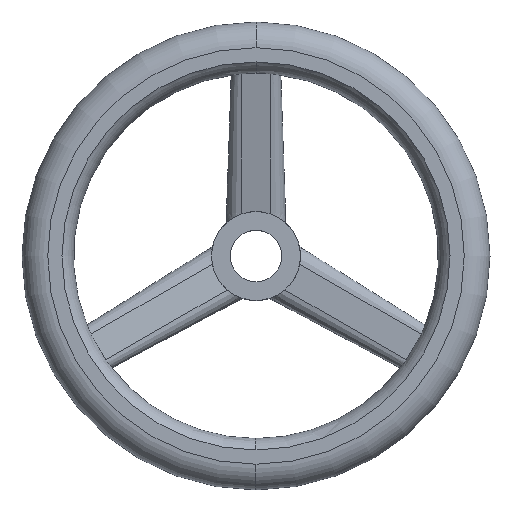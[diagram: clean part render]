
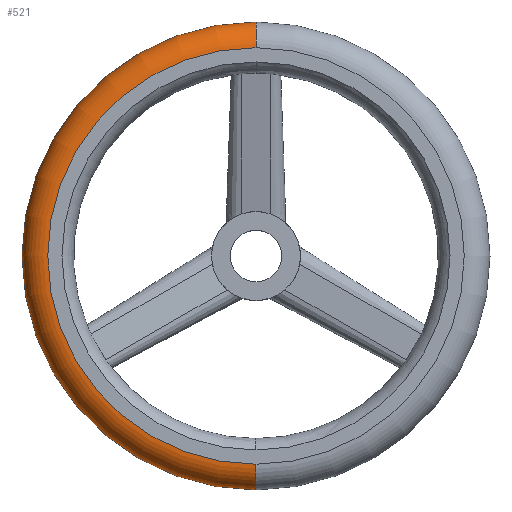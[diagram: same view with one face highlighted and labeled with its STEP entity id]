
A CAD part, top view. The second image highlights one B-rep face of the part: STEP entity #521.
In plain terms, the highlighted toroidal (fillet/blend) face has major radius 89 mm and minor radius 11 mm.
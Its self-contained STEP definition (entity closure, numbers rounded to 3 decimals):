
#211=EDGE_CURVE('',#449,#431,#593,.T.);
#215=VERTEX_POINT('',#597);
#223=VERTEX_POINT('',#605);
#241=EDGE_CURVE('',#215,#223,#624,.T.);
#369=EDGE_CURVE('',#215,#431,#763,.T.);
#431=VERTEX_POINT('',#835);
#449=VERTEX_POINT('',#856);
#521=ADVANCED_FACE('',(#932),#933,.T.);
#531=EDGE_CURVE('',#449,#223,#944,.T.);
#593=CIRCLE('',#1006,89.);
#597=CARTESIAN_POINT('',(0.,100.,34.));
#605=CARTESIAN_POINT('',(0.,-100.0,34.));
#624=CIRCLE('',#1100,100.0);
#763=CIRCLE('',#1442,11.0);
#835=CARTESIAN_POINT('',(0.,89.,45.0));
#856=CARTESIAN_POINT('',(0.,-89.0,45.));
#932=FACE_OUTER_BOUND('',#1933,.T.);
#933=TOROIDAL_SURFACE('',#1934,89.0,11.0);
#944=CIRCLE('',#1947,11.0);
#1006=AXIS2_PLACEMENT_3D('',#2104,#2105,#2106);
#1100=AXIS2_PLACEMENT_3D('',#2125,#2126,#2127);
#1442=AXIS2_PLACEMENT_3D('',#2282,#2283,#2284);
#1933=EDGE_LOOP('',(#2456,#2457,#2458,#2459));
#1934=AXIS2_PLACEMENT_3D('',#2460,#2461,#2462);
#1947=AXIS2_PLACEMENT_3D('',#2474,#2475,#2476);
#2104=CARTESIAN_POINT('',(0.,0.,45.));
#2105=DIRECTION('',(0.,0.,-1.0));
#2106=DIRECTION('',(0.,1.0,0.));
#2125=CARTESIAN_POINT('',(0.,0.,34.));
#2126=DIRECTION('',(0.,0.,1.0));
#2127=DIRECTION('',(1.0,0.0,0.));
#2282=CARTESIAN_POINT('',(0.,89.,34.));
#2283=DIRECTION('',(1.0,0.,0.));
#2284=DIRECTION('',(0.,1.0,0.));
#2456=ORIENTED_EDGE('',*,*,#241,.T.);
#2457=ORIENTED_EDGE('',*,*,#531,.F.);
#2458=ORIENTED_EDGE('',*,*,#211,.T.);
#2459=ORIENTED_EDGE('',*,*,#369,.F.);
#2460=CARTESIAN_POINT('',(0.,0.,34.));
#2461=DIRECTION('',(0.,0.,1.0));
#2462=DIRECTION('',(0.,1.0,0.0));
#2474=CARTESIAN_POINT('',(0.,-89.0,34.));
#2475=DIRECTION('',(1.0,0.,0.));
#2476=DIRECTION('',(0.,-1.0,0.));
